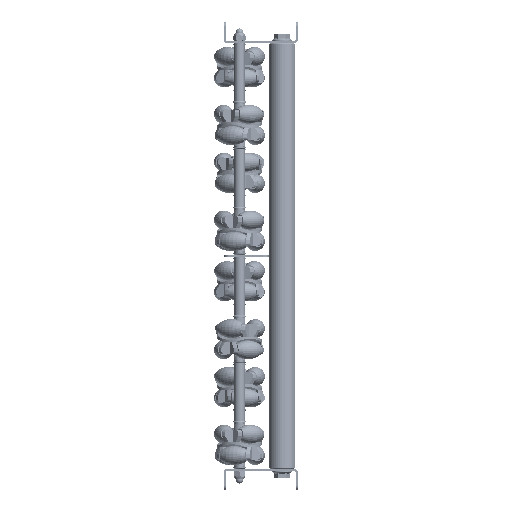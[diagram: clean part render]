
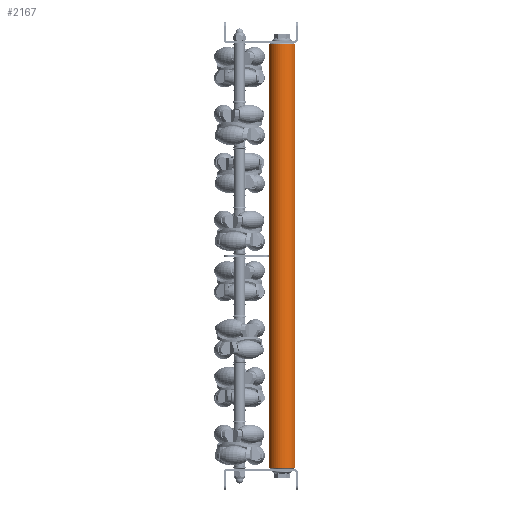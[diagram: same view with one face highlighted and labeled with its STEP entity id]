
A CAD part, left-side view. The second image highlights one B-rep face of the part: STEP entity #2167.
In plain terms, the highlighted cylindrical face has radius 12.5 mm (diameter 25 mm), a partial arc.
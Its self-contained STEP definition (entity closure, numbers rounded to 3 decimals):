
#406 = AXIS2_PLACEMENT_3D ( 'NONE', #14189, #8679, #14479 ) ;
#1591 = DIRECTION ( 'NONE',  ( 0., 0., -1. ) ) ;
#1946 = DIRECTION ( 'NONE',  ( -1., 0., 0. ) ) ;
#2167 = ADVANCED_FACE ( 'NONE', ( #8959 ), #17779, .T. ) ;
#2470 = AXIS2_PLACEMENT_3D ( 'NONE', #16451, #6062, #17967 ) ;
#2519 = VERTEX_POINT ( 'NONE', #14487 ) ;
#2940 = VERTEX_POINT ( 'NONE', #12835 ) ;
#3117 = DIRECTION ( 'NONE',  ( 1., 0., 0. ) ) ;
#3497 = EDGE_CURVE ( 'NONE', #15777, #2940, #6694, .T. ) ;
#4037 = CARTESIAN_POINT ( 'NONE',  ( 1., 0., -12.5 ) ) ;
#4128 = DIRECTION ( 'NONE',  ( -1., 0., 0. ) ) ;
#4456 = EDGE_CURVE ( 'NONE', #2940, #8480, #17097, .T. ) ;
#5076 = LINE ( 'NONE', #6313, #10577 ) ;
#5088 = ORIENTED_EDGE ( 'NONE', *, *, #9481, .T. ) ;
#6062 = DIRECTION ( 'NONE',  ( -1., 0., 0. ) ) ;
#6313 = CARTESIAN_POINT ( 'NONE',  ( 400., 0., -12.5 ) ) ;
#6694 = LINE ( 'NONE', #8428, #8139 ) ;
#7021 = EDGE_LOOP ( 'NONE', ( #9218, #5088, #7243, #7570 ) ) ;
#7243 = ORIENTED_EDGE ( 'NONE', *, *, #3497, .T. ) ;
#7413 = CIRCLE ( 'NONE', #406, 12.5 ) ;
#7570 = ORIENTED_EDGE ( 'NONE', *, *, #4456, .T. ) ;
#7582 = CARTESIAN_POINT ( 'NONE',  ( 1., 0., 0. ) ) ;
#8139 = VECTOR ( 'NONE', #4128, 1000. ) ;
#8428 = CARTESIAN_POINT ( 'NONE',  ( 400., 0., 12.5 ) ) ;
#8480 = VERTEX_POINT ( 'NONE', #4037 ) ;
#8679 = DIRECTION ( 'NONE',  ( -1., 0., 0. ) ) ;
#8959 = FACE_OUTER_BOUND ( 'NONE', #7021, .T. ) ;
#9218 = ORIENTED_EDGE ( 'NONE', *, *, #17225, .F. ) ;
#9481 = EDGE_CURVE ( 'NONE', #2519, #15777, #7413, .T. ) ;
#9712 = CARTESIAN_POINT ( 'NONE',  ( 399., 0., 12.5 ) ) ;
#10577 = VECTOR ( 'NONE', #1946, 1000. ) ;
#12835 = CARTESIAN_POINT ( 'NONE',  ( 1., 0., 12.5 ) ) ;
#14189 = CARTESIAN_POINT ( 'NONE',  ( 399., 0., 0. ) ) ;
#14479 = DIRECTION ( 'NONE',  ( 0., 0., -1. ) ) ;
#14487 = CARTESIAN_POINT ( 'NONE',  ( 399., 0., -12.5 ) ) ;
#15777 = VERTEX_POINT ( 'NONE', #9712 ) ;
#16197 = AXIS2_PLACEMENT_3D ( 'NONE', #7582, #3117, #1591 ) ;
#16451 = CARTESIAN_POINT ( 'NONE',  ( 400., 0., 0. ) ) ;
#17097 = CIRCLE ( 'NONE', #16197, 12.5 ) ;
#17225 = EDGE_CURVE ( 'NONE', #2519, #8480, #5076, .T. ) ;
#17779 = CYLINDRICAL_SURFACE ( 'NONE', #2470, 12.5 ) ;
#17967 = DIRECTION ( 'NONE',  ( 0., 0., 1. ) ) ;
